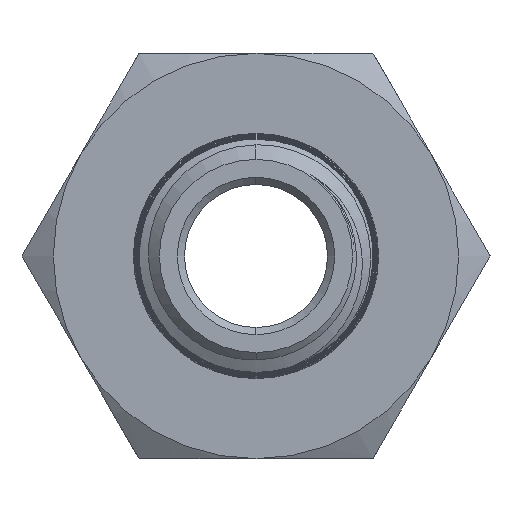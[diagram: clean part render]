
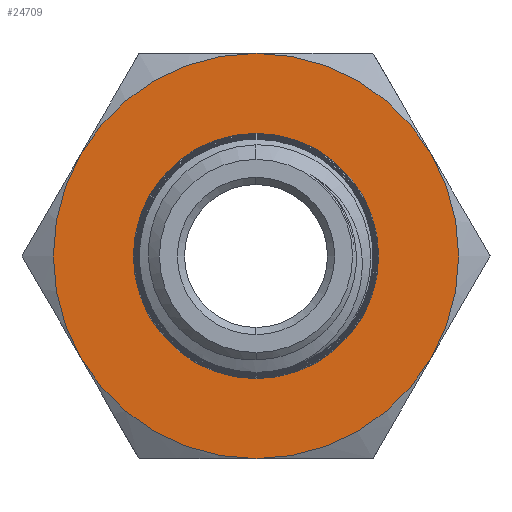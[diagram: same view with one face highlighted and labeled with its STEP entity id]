
A CAD part, front view. The second image highlights one B-rep face of the part: STEP entity #24709.
In plain terms, the highlighted planar face has unit normal (0, -1, 0).
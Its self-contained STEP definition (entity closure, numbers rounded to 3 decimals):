
#69 = ORIENTED_EDGE ( 'NONE', *, *, #3787, .F. ) ;
#516 = AXIS2_PLACEMENT_3D ( 'NONE', #12897, #37174, #16375 ) ;
#714 = ORIENTED_EDGE ( 'NONE', *, *, #27320, .F. ) ;
#1373 = CIRCLE ( 'NONE', #43884, 8.5 ) ;
#1546 = DIRECTION ( 'NONE',  ( 0., 0., 1. ) ) ;
#1748 = DIRECTION ( 'NONE',  ( 0., 1., 0. ) ) ;
#2067 = CARTESIAN_POINT ( 'NONE',  ( 0., 0., 0. ) ) ;
#3192 = DIRECTION ( 'NONE',  ( 0., 1., 0. ) ) ;
#3787 = EDGE_CURVE ( 'NONE', #34801, #34727, #7318, .T. ) ;
#5545 = DIRECTION ( 'NONE',  ( 0., 0., 1. ) ) ;
#6257 = CIRCLE ( 'NONE', #31357, 8.5 ) ;
#6985 = CARTESIAN_POINT ( 'NONE',  ( 0., 0., 0. ) ) ;
#7294 = VERTEX_POINT ( 'NONE', #10648 ) ;
#7318 = CIRCLE ( 'NONE', #28782, 8.5 ) ;
#7795 = CARTESIAN_POINT ( 'NONE',  ( 0., 0., -8.5 ) ) ;
#8731 = EDGE_CURVE ( 'NONE', #7294, #9646, #40130, .T. ) ;
#8927 = VERTEX_POINT ( 'NONE', #28087 ) ;
#9646 = VERTEX_POINT ( 'NONE', #27174 ) ;
#10449 = DIRECTION ( 'NONE',  ( 0., 0., 1. ) ) ;
#10648 = CARTESIAN_POINT ( 'NONE',  ( 0., 0., 5.145 ) ) ;
#10740 = DIRECTION ( 'NONE',  ( 0., 0., 1. ) ) ;
#11233 = ORIENTED_EDGE ( 'NONE', *, *, #31906, .F. ) ;
#11408 = ORIENTED_EDGE ( 'NONE', *, *, #29729, .F. ) ;
#12775 = EDGE_LOOP ( 'NONE', ( #11233, #43535, #28314, #69, #22099, #11408 ) ) ;
#12897 = CARTESIAN_POINT ( 'NONE',  ( 0., 0., 0. ) ) ;
#13855 = CIRCLE ( 'NONE', #41223, 5.145 ) ;
#14100 = PLANE ( 'NONE',  #33467 ) ;
#16322 = CARTESIAN_POINT ( 'NONE',  ( 0., 0., 0. ) ) ;
#16375 = DIRECTION ( 'NONE',  ( 0., 0., 1. ) ) ;
#17362 = CARTESIAN_POINT ( 'NONE',  ( 7.361, 0., 4.25 ) ) ;
#17411 = CIRCLE ( 'NONE', #42169, 8.5 ) ;
#17515 = CARTESIAN_POINT ( 'NONE',  ( 0., 0., 0. ) ) ;
#18253 = FACE_BOUND ( 'NONE', #44576, .T. ) ;
#19088 = CARTESIAN_POINT ( 'NONE',  ( -7.361, 0., 4.25 ) ) ;
#19814 = DIRECTION ( 'NONE',  ( 0., 0., 1. ) ) ;
#21020 = DIRECTION ( 'NONE',  ( 0., 0., 1. ) ) ;
#21233 = AXIS2_PLACEMENT_3D ( 'NONE', #6985, #31259, #10449 ) ;
#22099 = ORIENTED_EDGE ( 'NONE', *, *, #44823, .F. ) ;
#22332 = DIRECTION ( 'NONE',  ( 0., 1., 0. ) ) ;
#22525 = CARTESIAN_POINT ( 'NONE',  ( 0., 0., 0. ) ) ;
#22956 = AXIS2_PLACEMENT_3D ( 'NONE', #23972, #3192, #27475 ) ;
#23972 = CARTESIAN_POINT ( 'NONE',  ( 0., 0., 0. ) ) ;
#24709 = ADVANCED_FACE ( 'NONE', ( #18253, #27522 ), #14100, .F. ) ;
#26041 = DIRECTION ( 'NONE',  ( 0., 0., 1. ) ) ;
#26341 = DIRECTION ( 'NONE',  ( 0., 1., 0. ) ) ;
#27174 = CARTESIAN_POINT ( 'NONE',  ( 0., 0., -5.145 ) ) ;
#27320 = EDGE_CURVE ( 'NONE', #9646, #7294, #13855, .T. ) ;
#27475 = DIRECTION ( 'NONE',  ( 0., 0., 1. ) ) ;
#27522 = FACE_OUTER_BOUND ( 'NONE', #12775, .T. ) ;
#28084 = CARTESIAN_POINT ( 'NONE',  ( 0., 0., 0. ) ) ;
#28087 = CARTESIAN_POINT ( 'NONE',  ( 7.361, 0., -4.25 ) ) ;
#28218 = CIRCLE ( 'NONE', #22956, 8.5 ) ;
#28314 = ORIENTED_EDGE ( 'NONE', *, *, #31313, .F. ) ;
#28782 = AXIS2_PLACEMENT_3D ( 'NONE', #2067, #26341, #5545 ) ;
#29729 = EDGE_CURVE ( 'NONE', #31607, #41904, #40441, .T. ) ;
#31259 = DIRECTION ( 'NONE',  ( 0., -1., 0. ) ) ;
#31313 = EDGE_CURVE ( 'NONE', #34727, #43170, #1373, .T. ) ;
#31357 = AXIS2_PLACEMENT_3D ( 'NONE', #22525, #1748, #26041 ) ;
#31559 = DIRECTION ( 'NONE',  ( 0., 1., 0. ) ) ;
#31607 = VERTEX_POINT ( 'NONE', #7795 ) ;
#31906 = EDGE_CURVE ( 'NONE', #8927, #31607, #6257, .T. ) ;
#33467 = AXIS2_PLACEMENT_3D ( 'NONE', #28084, #31559, #10740 ) ;
#34727 = VERTEX_POINT ( 'NONE', #39748 ) ;
#34801 = VERTEX_POINT ( 'NONE', #19088 ) ;
#37110 = CARTESIAN_POINT ( 'NONE',  ( -7.361, 0., -4.25 ) ) ;
#37174 = DIRECTION ( 'NONE',  ( 0., 1., 0. ) ) ;
#39748 = CARTESIAN_POINT ( 'NONE',  ( 0., 0., 8.5 ) ) ;
#39771 = EDGE_CURVE ( 'NONE', #43170, #8927, #17411, .T. ) ;
#40130 = CIRCLE ( 'NONE', #21233, 5.145 ) ;
#40417 = ORIENTED_EDGE ( 'NONE', *, *, #8731, .F. ) ;
#40441 = CIRCLE ( 'NONE', #516, 8.5 ) ;
#40626 = DIRECTION ( 'NONE',  ( 0., 1., 0. ) ) ;
#41223 = AXIS2_PLACEMENT_3D ( 'NONE', #17515, #41852, #21020 ) ;
#41852 = DIRECTION ( 'NONE',  ( 0., -1., 0. ) ) ;
#41904 = VERTEX_POINT ( 'NONE', #37110 ) ;
#42169 = AXIS2_PLACEMENT_3D ( 'NONE', #43148, #22332, #1546 ) ;
#43148 = CARTESIAN_POINT ( 'NONE',  ( 0., 0., 0. ) ) ;
#43170 = VERTEX_POINT ( 'NONE', #17362 ) ;
#43535 = ORIENTED_EDGE ( 'NONE', *, *, #39771, .F. ) ;
#43884 = AXIS2_PLACEMENT_3D ( 'NONE', #16322, #40626, #19814 ) ;
#44576 = EDGE_LOOP ( 'NONE', ( #40417, #714 ) ) ;
#44823 = EDGE_CURVE ( 'NONE', #41904, #34801, #28218, .T. ) ;
